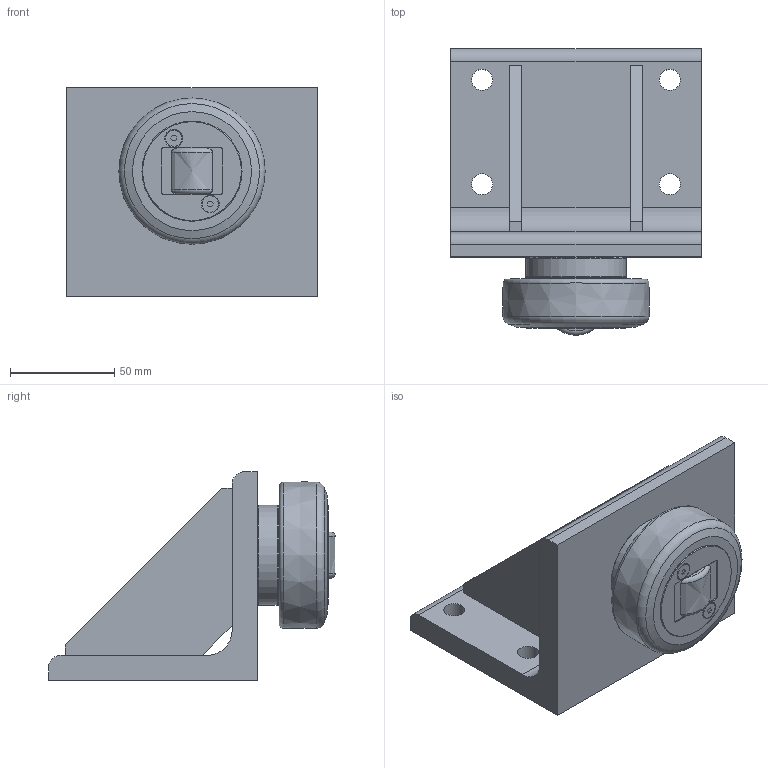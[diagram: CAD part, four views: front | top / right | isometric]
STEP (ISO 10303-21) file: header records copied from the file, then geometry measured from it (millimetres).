
FILE_DESCRIPTION(/* description */ ('-','CAx-IF Rec.Pracs.---Representation and Presentation of Product Manufacturing Information (PMI)---4.0---2014-10-13'),/* implementation_level */ '2;1');
FILE_NAME(/* name */ '4b5b3fa7-dac5-4889-8d15-67bed9645f0e.stp',/* time_stamp */ '2020-04-01T16:28:47+02:00',/* author */ ('-'),/* organization */ ('NTI CADcenter A/S'),/* preprocessor_version */ 'ST-DEVELOPER v18',/* originating_system */ 'Autodesk Inventor 2020',/* authorisation */ '-');
FILE_SCHEMA (('AP242_MANAGED_MODEL_BASED_3D_ENGINEERING_MIM_LF { 1 0 10303 442 1 1 4 }'));
Length unit declared in the file: millimetre
Products named in the file (1): TR 070.0350 BW1200_Kontur
Bounding box: 120 x 137.5 x 100 mm (x, y, z)
Volume: 413782.7 mm3; surface area: 76700.8 mm2
Topology: 1 solids, 1 shells, 81 faces, 218 edges, 150 vertices
Faces by surface type: plane 50, cylinder 18, cone 7, torus 4, bspline 2
Full cylindrical faces by diameter (mm): 7.8 x2, 10.106 x4, 48 x3
Entity records: 2706 total; most frequent: CARTESIAN_POINT 530, DIRECTION 449, ORIENTED_EDGE 436, EDGE_CURVE 218, AXIS2_PLACEMENT_3D 157, VERTEX_POINT 150, LINE 135, VECTOR 135
